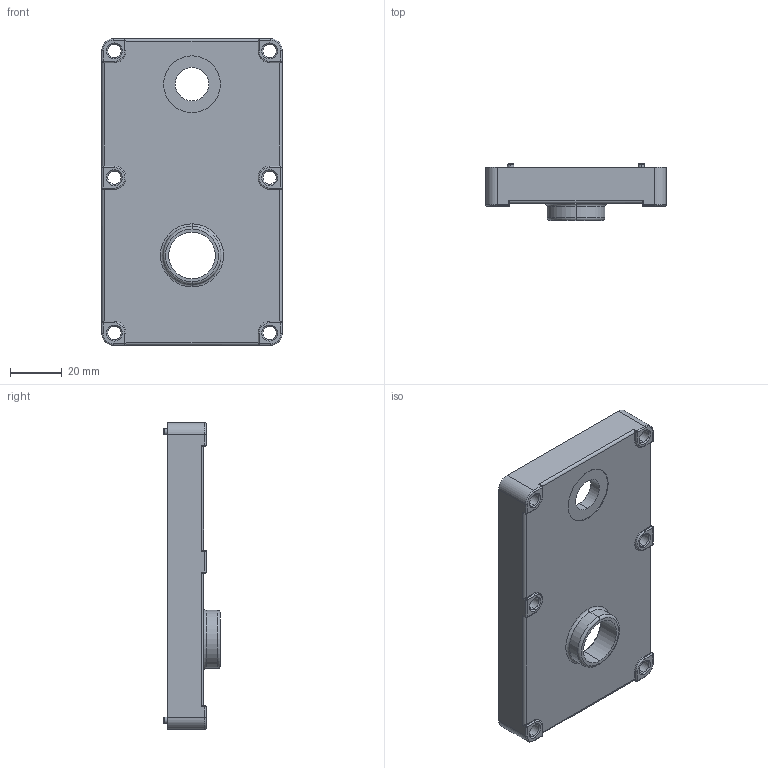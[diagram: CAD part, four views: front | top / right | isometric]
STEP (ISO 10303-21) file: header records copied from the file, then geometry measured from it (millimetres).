
FILE_DESCRIPTION (( 'STEP AP203' ), '1' );
FILE_NAME ('喘謫眊褲.STEP', '2022-04-08T06:05:13', ( '' ), ( '' ), 'SwSTEP 2.0', 'SolidWorks 2020', '' );
FILE_SCHEMA (( 'CONFIG_CONTROL_DESIGN' ));
Length unit declared in the file: millimetre
Products named in the file (1): 喘謫眊褲
Bounding box: 70 x 22 x 119 mm (x, y, z)
Volume: 27740.3 mm3; surface area: 30650.4 mm2
Topology: 1 solids, 1 shells, 556 faces, 1379 edges, 838 vertices
Faces by surface type: cylinder 276, plane 153, torus 71, cone 28, sphere 25, bspline 3
Entity records: 16766 total; most frequent: DIRECTION 3170, CARTESIAN_POINT 3060, ORIENTED_EDGE 2702, EDGE_CURVE 1351, AXIS2_PLACEMENT_3D 1292, VERTEX_POINT 838, CIRCLE 738, EDGE_LOOP 613
